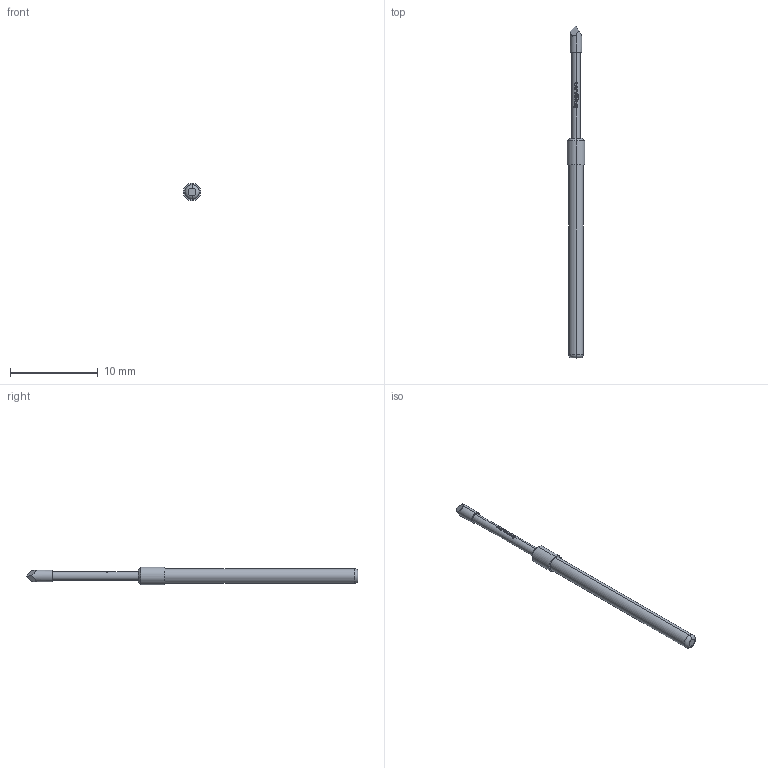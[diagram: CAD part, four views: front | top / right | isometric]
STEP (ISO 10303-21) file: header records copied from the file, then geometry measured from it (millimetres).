
FILE_DESCRIPTION (( 'STEP AP203' ), '1' );
FILE_NAME ('INGUN_GKS-412_307_130_R_xx03.STEP', '2022-02-01T11:32:57', ( 'ochi' ), ( '' ), 'SwSTEP 2.0', 'SolidWorks 2018', '' );
FILE_SCHEMA (( 'CONFIG_CONTROL_DESIGN' ));
Length unit declared in the file: millimetre
Products named in the file (1): INGUN_GKS-412_307_130_R_xx03
Bounding box: 2 x 37.8 x 2 mm (x, y, z)
Volume: 67 mm3; surface area: 179.1 mm2
Topology: 1 solids, 1 shells, 91 faces, 251 edges, 166 vertices
Faces by surface type: plane 47, bspline 22, cylinder 18, cone 2, torus 2
Entity records: 3250 total; most frequent: CARTESIAN_POINT 1024, ORIENTED_EDGE 502, DIRECTION 378, EDGE_CURVE 251, VERTEX_POINT 166, AXIS2_PLACEMENT_3D 148, EDGE_LOOP 95, FACE_OUTER_BOUND 91
